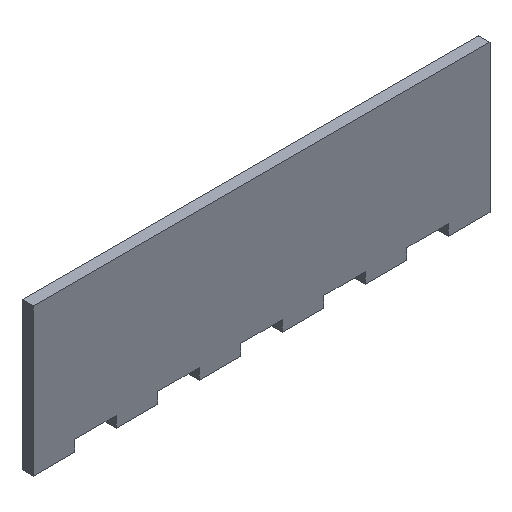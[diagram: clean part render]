
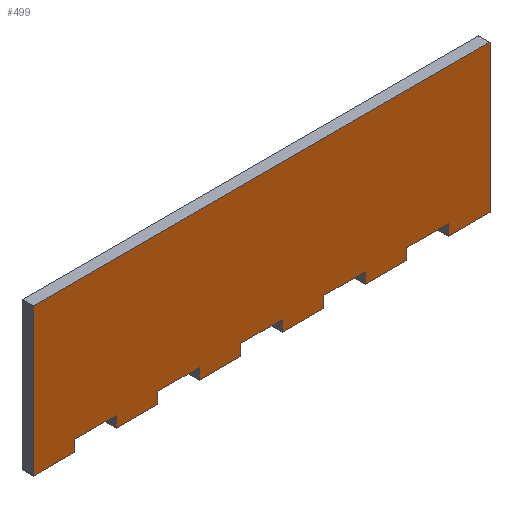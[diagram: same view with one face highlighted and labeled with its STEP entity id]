
A CAD part, isometric view. The second image highlights one B-rep face of the part: STEP entity #499.
In plain terms, the highlighted planar face has unit normal (0, -1, 0).
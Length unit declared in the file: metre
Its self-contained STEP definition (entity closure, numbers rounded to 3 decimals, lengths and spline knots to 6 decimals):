
#36=ORIENTED_EDGE('',*,*,#180,.F.);
#37=ORIENTED_EDGE('',*,*,#181,.T.);
#38=ORIENTED_EDGE('',*,*,#182,.F.);
#39=ORIENTED_EDGE('',*,*,#183,.T.);
#40=ORIENTED_EDGE('',*,*,#184,.T.);
#41=ORIENTED_EDGE('',*,*,#185,.F.);
#42=ORIENTED_EDGE('',*,*,#186,.F.);
#43=ORIENTED_EDGE('',*,*,#187,.T.);
#44=ORIENTED_EDGE('',*,*,#188,.T.);
#45=ORIENTED_EDGE('',*,*,#189,.F.);
#46=ORIENTED_EDGE('',*,*,#190,.F.);
#47=ORIENTED_EDGE('',*,*,#191,.T.);
#48=ORIENTED_EDGE('',*,*,#192,.T.);
#49=ORIENTED_EDGE('',*,*,#193,.F.);
#50=ORIENTED_EDGE('',*,*,#194,.F.);
#51=ORIENTED_EDGE('',*,*,#195,.T.);
#52=ORIENTED_EDGE('',*,*,#196,.T.);
#53=ORIENTED_EDGE('',*,*,#197,.F.);
#54=ORIENTED_EDGE('',*,*,#198,.F.);
#55=ORIENTED_EDGE('',*,*,#199,.T.);
#56=ORIENTED_EDGE('',*,*,#200,.T.);
#57=ORIENTED_EDGE('',*,*,#201,.F.);
#58=ORIENTED_EDGE('',*,*,#202,.F.);
#59=ORIENTED_EDGE('',*,*,#203,.T.);
#180=EDGE_CURVE('',#252,#253,#300,.T.);
#181=EDGE_CURVE('',#252,#254,#301,.T.);
#182=EDGE_CURVE('',#255,#254,#302,.T.);
#183=EDGE_CURVE('',#255,#256,#303,.T.);
#184=EDGE_CURVE('',#256,#257,#304,.T.);
#185=EDGE_CURVE('',#258,#257,#305,.T.);
#186=EDGE_CURVE('',#259,#258,#306,.T.);
#187=EDGE_CURVE('',#259,#260,#307,.T.);
#188=EDGE_CURVE('',#260,#261,#308,.T.);
#189=EDGE_CURVE('',#262,#261,#309,.T.);
#190=EDGE_CURVE('',#263,#262,#310,.T.);
#191=EDGE_CURVE('',#263,#264,#311,.T.);
#192=EDGE_CURVE('',#264,#265,#312,.T.);
#193=EDGE_CURVE('',#266,#265,#313,.T.);
#194=EDGE_CURVE('',#267,#266,#314,.T.);
#195=EDGE_CURVE('',#267,#268,#315,.T.);
#196=EDGE_CURVE('',#268,#269,#316,.T.);
#197=EDGE_CURVE('',#270,#269,#317,.T.);
#198=EDGE_CURVE('',#271,#270,#318,.T.);
#199=EDGE_CURVE('',#271,#272,#319,.T.);
#200=EDGE_CURVE('',#272,#273,#320,.T.);
#201=EDGE_CURVE('',#274,#273,#321,.T.);
#202=EDGE_CURVE('',#275,#274,#322,.T.);
#203=EDGE_CURVE('',#275,#253,#323,.T.);
#252=VERTEX_POINT('',#741);
#253=VERTEX_POINT('',#742);
#254=VERTEX_POINT('',#744);
#255=VERTEX_POINT('',#746);
#256=VERTEX_POINT('',#748);
#257=VERTEX_POINT('',#750);
#258=VERTEX_POINT('',#752);
#259=VERTEX_POINT('',#754);
#260=VERTEX_POINT('',#756);
#261=VERTEX_POINT('',#758);
#262=VERTEX_POINT('',#760);
#263=VERTEX_POINT('',#762);
#264=VERTEX_POINT('',#764);
#265=VERTEX_POINT('',#766);
#266=VERTEX_POINT('',#768);
#267=VERTEX_POINT('',#770);
#268=VERTEX_POINT('',#772);
#269=VERTEX_POINT('',#774);
#270=VERTEX_POINT('',#776);
#271=VERTEX_POINT('',#778);
#272=VERTEX_POINT('',#780);
#273=VERTEX_POINT('',#782);
#274=VERTEX_POINT('',#784);
#275=VERTEX_POINT('',#786);
#300=LINE('',#740,#372);
#301=LINE('',#743,#373);
#302=LINE('',#745,#374);
#303=LINE('',#747,#375);
#304=LINE('',#749,#376);
#305=LINE('',#751,#377);
#306=LINE('',#753,#378);
#307=LINE('',#755,#379);
#308=LINE('',#757,#380);
#309=LINE('',#759,#381);
#310=LINE('',#761,#382);
#311=LINE('',#763,#383);
#312=LINE('',#765,#384);
#313=LINE('',#767,#385);
#314=LINE('',#769,#386);
#315=LINE('',#771,#387);
#316=LINE('',#773,#388);
#317=LINE('',#775,#389);
#318=LINE('',#777,#390);
#319=LINE('',#779,#391);
#320=LINE('',#781,#392);
#321=LINE('',#783,#393);
#322=LINE('',#785,#394);
#323=LINE('',#787,#395);
#372=VECTOR('',#593,1.);
#373=VECTOR('',#594,1.);
#374=VECTOR('',#595,1.);
#375=VECTOR('',#596,1.);
#376=VECTOR('',#597,1.);
#377=VECTOR('',#598,1.);
#378=VECTOR('',#599,1.);
#379=VECTOR('',#600,1.);
#380=VECTOR('',#601,1.);
#381=VECTOR('',#602,1.);
#382=VECTOR('',#603,1.);
#383=VECTOR('',#604,1.);
#384=VECTOR('',#605,1.);
#385=VECTOR('',#606,1.);
#386=VECTOR('',#607,1.);
#387=VECTOR('',#608,1.);
#388=VECTOR('',#609,1.);
#389=VECTOR('',#610,1.);
#390=VECTOR('',#611,1.);
#391=VECTOR('',#612,1.);
#392=VECTOR('',#613,1.);
#393=VECTOR('',#614,1.);
#394=VECTOR('',#615,1.);
#395=VECTOR('',#616,1.);
#421=EDGE_LOOP('',(#36,#37,#38,#39,#40,#41,#42,#43,#44,#45,#46,#47,#48,
#49,#50,#51,#52,#53,#54,#55,#56,#57,#58,#59));
#447=FACE_BOUND('',#421,.T.);
#473=PLANE('',#538);
#499=ADVANCED_FACE('',(#447),#473,.T.);
#538=AXIS2_PLACEMENT_3D('',#739,#591,#592);
#591=DIRECTION('',(0.,-1.,0.));
#592=DIRECTION('',(1.,0.,0.));
#593=DIRECTION('',(1.,0.,0.));
#594=DIRECTION('',(0.,0.,-1.));
#595=DIRECTION('',(-1.,0.,0.));
#596=DIRECTION('',(0.,0.,1.));
#597=DIRECTION('',(1.,0.,0.));
#598=DIRECTION('',(0.,0.,1.));
#599=DIRECTION('',(-1.,0.,0.));
#600=DIRECTION('',(0.,0.,1.));
#601=DIRECTION('',(1.,0.,0.));
#602=DIRECTION('',(0.,0.,1.));
#603=DIRECTION('',(-1.,0.,0.));
#604=DIRECTION('',(0.,0.,1.));
#605=DIRECTION('',(1.,0.,0.));
#606=DIRECTION('',(0.,0.,1.));
#607=DIRECTION('',(-1.,0.,0.));
#608=DIRECTION('',(0.,0.,1.));
#609=DIRECTION('',(1.,0.,0.));
#610=DIRECTION('',(0.,0.,1.));
#611=DIRECTION('',(-1.,0.,0.));
#612=DIRECTION('',(0.,0.,1.));
#613=DIRECTION('',(1.,0.,0.));
#614=DIRECTION('',(0.,0.,1.));
#615=DIRECTION('',(-1.,0.,0.));
#616=DIRECTION('',(0.,0.,1.));
#739=CARTESIAN_POINT('',(0.,-0.065,0.03));
#740=CARTESIAN_POINT('',(0.,-0.065,0.06));
#741=CARTESIAN_POINT('',(-0.093,-0.065,0.06));
#742=CARTESIAN_POINT('',(0.093,-0.065,0.06));
#743=CARTESIAN_POINT('',(-0.093,-0.065,0.03));
#744=CARTESIAN_POINT('',(-0.093,-0.065,0.));
#745=CARTESIAN_POINT('',(0.,-0.065,0.));
#746=CARTESIAN_POINT('',(-0.076091,-0.065,0.));
#747=CARTESIAN_POINT('',(-0.076091,-0.065,0.00225));
#748=CARTESIAN_POINT('',(-0.076091,-0.065,0.0045));
#749=CARTESIAN_POINT('',(-0.067636,-0.065,0.0045));
#750=CARTESIAN_POINT('',(-0.059182,-0.065,0.0045));
#751=CARTESIAN_POINT('',(-0.059182,-0.065,0.00225));
#752=CARTESIAN_POINT('',(-0.059182,-0.065,0.));
#753=CARTESIAN_POINT('',(0.,-0.065,0.));
#754=CARTESIAN_POINT('',(-0.042273,-0.065,0.));
#755=CARTESIAN_POINT('',(-0.042273,-0.065,0.00225));
#756=CARTESIAN_POINT('',(-0.042273,-0.065,0.0045));
#757=CARTESIAN_POINT('',(-0.033818,-0.065,0.0045));
#758=CARTESIAN_POINT('',(-0.025364,-0.065,0.0045));
#759=CARTESIAN_POINT('',(-0.025364,-0.065,0.00225));
#760=CARTESIAN_POINT('',(-0.025364,-0.065,0.));
#761=CARTESIAN_POINT('',(0.,-0.065,0.));
#762=CARTESIAN_POINT('',(-0.008455,-0.065,0.));
#763=CARTESIAN_POINT('',(-0.008455,-0.065,0.00225));
#764=CARTESIAN_POINT('',(-0.008455,-0.065,0.0045));
#765=CARTESIAN_POINT('',(0.,-0.065,0.0045));
#766=CARTESIAN_POINT('',(0.008455,-0.065,0.0045));
#767=CARTESIAN_POINT('',(0.008455,-0.065,0.00225));
#768=CARTESIAN_POINT('',(0.008455,-0.065,0.));
#769=CARTESIAN_POINT('',(0.,-0.065,0.));
#770=CARTESIAN_POINT('',(0.025364,-0.065,0.));
#771=CARTESIAN_POINT('',(0.025364,-0.065,0.00225));
#772=CARTESIAN_POINT('',(0.025364,-0.065,0.0045));
#773=CARTESIAN_POINT('',(0.033818,-0.065,0.0045));
#774=CARTESIAN_POINT('',(0.042273,-0.065,0.0045));
#775=CARTESIAN_POINT('',(0.042273,-0.065,0.00225));
#776=CARTESIAN_POINT('',(0.042273,-0.065,0.));
#777=CARTESIAN_POINT('',(0.,-0.065,0.));
#778=CARTESIAN_POINT('',(0.059182,-0.065,0.));
#779=CARTESIAN_POINT('',(0.059182,-0.065,0.00225));
#780=CARTESIAN_POINT('',(0.059182,-0.065,0.0045));
#781=CARTESIAN_POINT('',(0.067636,-0.065,0.0045));
#782=CARTESIAN_POINT('',(0.076091,-0.065,0.0045));
#783=CARTESIAN_POINT('',(0.076091,-0.065,0.00225));
#784=CARTESIAN_POINT('',(0.076091,-0.065,0.));
#785=CARTESIAN_POINT('',(0.,-0.065,0.));
#786=CARTESIAN_POINT('',(0.093,-0.065,0.));
#787=CARTESIAN_POINT('',(0.093,-0.065,0.03));
